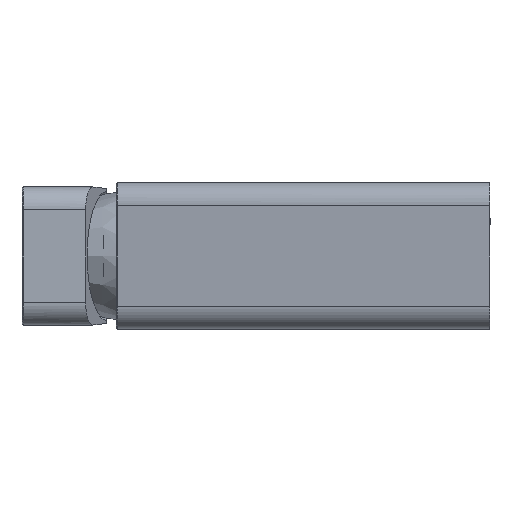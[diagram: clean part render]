
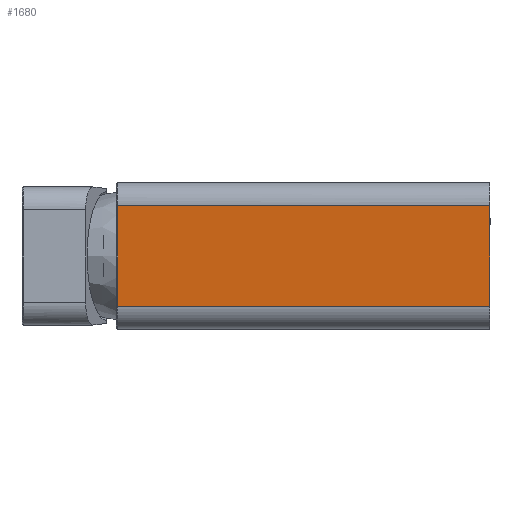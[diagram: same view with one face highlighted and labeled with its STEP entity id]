
A CAD part, left-side view. The second image highlights one B-rep face of the part: STEP entity #1680.
In plain terms, the highlighted planar face has unit normal (-0.993, 0.122, 0).
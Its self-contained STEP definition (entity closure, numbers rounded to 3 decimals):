
#650=LINE('',#6121,#903);
#805=LINE('',#8738,#1058);
#823=LINE('',#8794,#1076);
#824=LINE('',#8795,#1077);
#903=VECTOR('',#5044,1.);
#1058=VECTOR('',#5657,1.);
#1076=VECTOR('',#5707,1.);
#1077=VECTOR('',#5708,1.);
#1293=FACE_OUTER_BOUND('',#2126,.T.);
#1474=PLANE('',#4877);
#1680=ADVANCED_FACE('',(#1293),#1474,.T.);
#2126=EDGE_LOOP('',(#3010,#3011,#3012,#3013));
#3010=ORIENTED_EDGE('',*,*,#4261,.F.);
#3011=ORIENTED_EDGE('',*,*,#3851,.T.);
#3012=ORIENTED_EDGE('',*,*,#4262,.T.);
#3013=ORIENTED_EDGE('',*,*,#4236,.T.);
#3448=VERTEX_POINT('',#6097);
#3450=VERTEX_POINT('',#6120);
#3710=VERTEX_POINT('',#8739);
#3711=VERTEX_POINT('',#8740);
#3851=EDGE_CURVE('',#3448,#3450,#650,.T.);
#4236=EDGE_CURVE('',#3710,#3711,#805,.T.);
#4261=EDGE_CURVE('',#3448,#3711,#823,.T.);
#4262=EDGE_CURVE('',#3450,#3710,#824,.T.);
#4877=AXIS2_PLACEMENT_3D('',#8796,#5709,#5710);
#5044=DIRECTION('',(0.,0.,-1.));
#5657=DIRECTION('',(0.,0.,1.));
#5707=DIRECTION('',(-0.122,-0.993,0.));
#5708=DIRECTION('',(-0.122,-0.993,0.));
#5709=DIRECTION('',(-0.993,0.122,0.));
#5710=DIRECTION('',(-0.122,-0.993,0.));
#6097=CARTESIAN_POINT('',(12.838,104.561,15.5));
#6120=CARTESIAN_POINT('',(12.838,104.561,-15.5));
#6121=CARTESIAN_POINT('',(12.838,104.561,-22.5));
#8738=CARTESIAN_POINT('',(-1.228,-10.,-22.5));
#8739=CARTESIAN_POINT('',(-1.228,-10.,-15.5));
#8740=CARTESIAN_POINT('',(-1.228,-10.,15.5));
#8794=CARTESIAN_POINT('',(12.892,105.,15.5));
#8795=CARTESIAN_POINT('',(-1.228,-10.,-15.5));
#8796=CARTESIAN_POINT('',(12.892,105.,-22.5));
